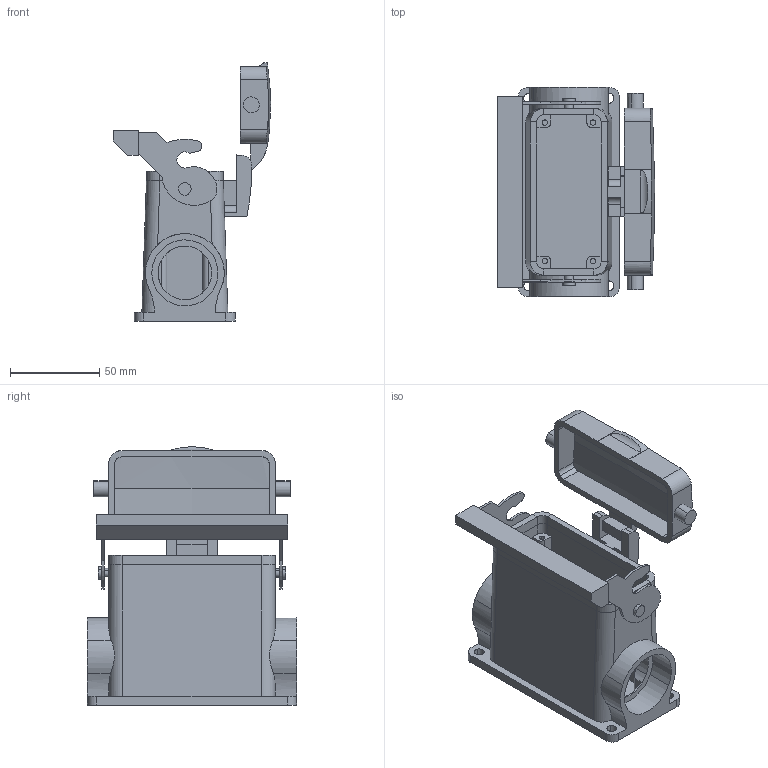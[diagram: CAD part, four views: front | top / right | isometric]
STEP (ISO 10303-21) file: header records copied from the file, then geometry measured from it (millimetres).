
FILE_DESCRIPTION(('CATIA V5 STEP Exchange','CAx-IF Rec.Pracs.--- Model Styling and Organization---1.4--- 2014-01-23'),'2;1');
FILE_NAME ('13386085_2', '2019-07-25T14:13:51+00:00', ('none'), ('Weidmueller'), 'CATIA Version 5-6 Release 2016 SP3 HF44', 'CATIA V5 STEP AP214', 'none');
FILE_SCHEMA(('AUTOMOTIVE_DESIGN { 1 0 10303 214 1 1 1 1 }'));
Length unit declared in the file: millimetre
Products named in the file (1): 1658410000
Bounding box: 87.98 x 117 x 144.56 mm (x, y, z)
Volume: 203259.6 mm3; surface area: 89208.1 mm2
Topology: 2 solids, 2 shells, 227 faces, 600 edges, 392 vertices
Faces by surface type: plane 114, cylinder 106, revolution 4, torus 3
Entity records: 7308 total; most frequent: CARTESIAN_POINT 2004, ORIENTED_EDGE 1200, DIRECTION 845, EDGE_CURVE 600, VERTEX_POINT 392, VECTOR 344, LINE 344, AXIS2_PLACEMENT_3D 334
